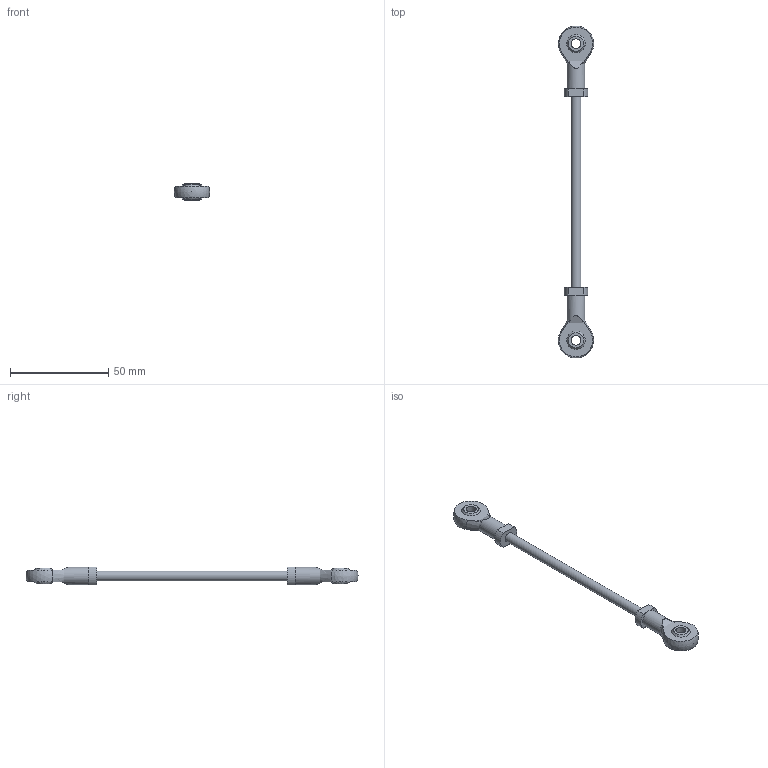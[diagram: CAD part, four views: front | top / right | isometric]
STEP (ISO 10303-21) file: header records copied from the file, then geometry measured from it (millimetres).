
FILE_DESCRIPTION(/* description */ (''),/* implementation_level */ '2;1');
FILE_NAME(/* name */ 'Stabilisator korte pinne.stp',/* time_stamp */ '2025-08-07T18:10:05+02:00',/* author */ ('roone'),/* organization */ (''),/* preprocessor_version */ 'ST-DEVELOPER v20',/* originating_system */ 'Autodesk Inventor 2025',/* authorisation */ '');
FILE_SCHEMA (('AUTOMOTIVE_DESIGN { 1 0 10303 214 3 1 1 }'));
Length unit declared in the file: millimetre
Products named in the file (6): Stabilisator korte pinne; KBLM_05_1; 2025_04_10_21_59_24_0808; 2025_04_10_21_59_24_0824; 2025_04_10_21_59_24_0840; 117mm
Assembly tree (6 placements, depth 3):
  Stabilisator korte pinne
    KBLM_05_1  x2
      2025_04_10_21_59_24_0808
      2025_04_10_21_59_24_0824
      2025_04_10_21_59_24_0840
    117mm
Bounding box: 18 x 169 x 9 mm (x, y, z)
Volume: 7812.7 mm3; surface area: 6503.2 mm2
Topology: 7 solids, 7 shells, 59 faces, 137 edges, 90 vertices
Faces by surface type: plane 30, cylinder 13, cone 10, sphere 6
Full cylindrical faces by diameter (mm): 4.134 x4, 5 x3, 9 x2
Entity records: 1080 total; most frequent: DIRECTION 184, CARTESIAN_POINT 161, ORIENTED_EDGE 128, AXIS2_PLACEMENT_3D 81, EDGE_CURVE 64, VERTEX_POINT 46, EDGE_LOOP 40, CIRCLE 35
